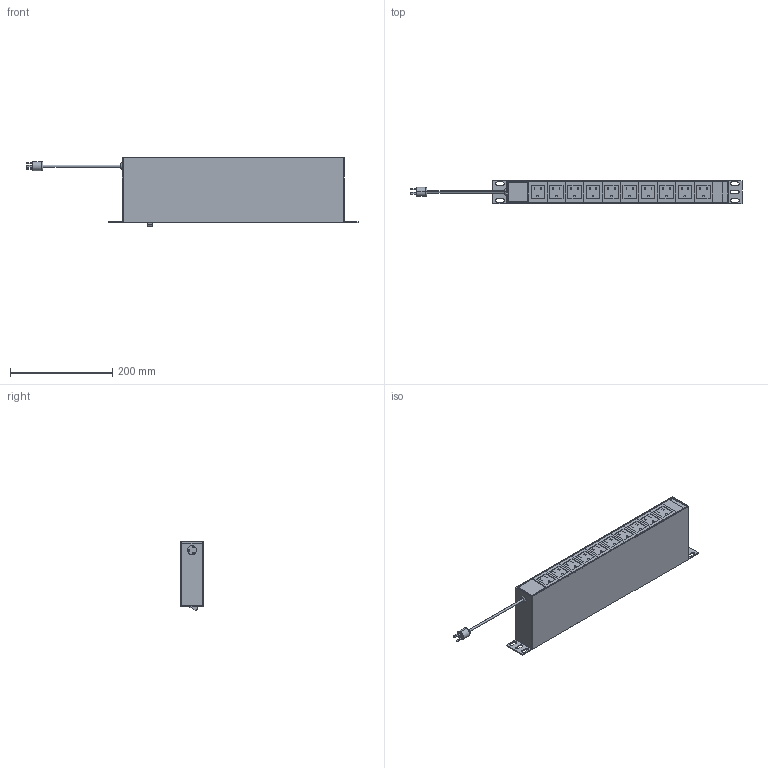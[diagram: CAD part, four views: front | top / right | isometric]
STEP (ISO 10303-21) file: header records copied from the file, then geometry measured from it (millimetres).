
FILE_DESCRIPTION (( 'STEP AP214' ), '1' );
FILE_NAME ('RP00023.STEP', '2018-11-27T19:25:54', ( '' ), ( '' ), 'SwSTEP 2.0', 'SolidWorks 2017', '' );
FILE_SCHEMA (( 'AUTOMOTIVE_DESIGN' ));
Length unit declared in the file: inch
Products named in the file (1): RP00023
Bounding box: 649.97 x 45 x 134.13 mm (x, y, z)
Volume: 2480104.8 mm3; surface area: 476651.5 mm2
Topology: 30 solids, 30 shells, 531 faces, 1321 edges, 880 vertices
Faces by surface type: plane 464, cylinder 47, bspline 16, torus 4
Entity records: 21373 total; most frequent: CARTESIAN_POINT 4157, ORIENTED_EDGE 2642, DIRECTION 2425, EDGE_CURVE 1321, VECTOR 1185, LINE 1185, VERTEX_POINT 880, EDGE_LOOP 645
